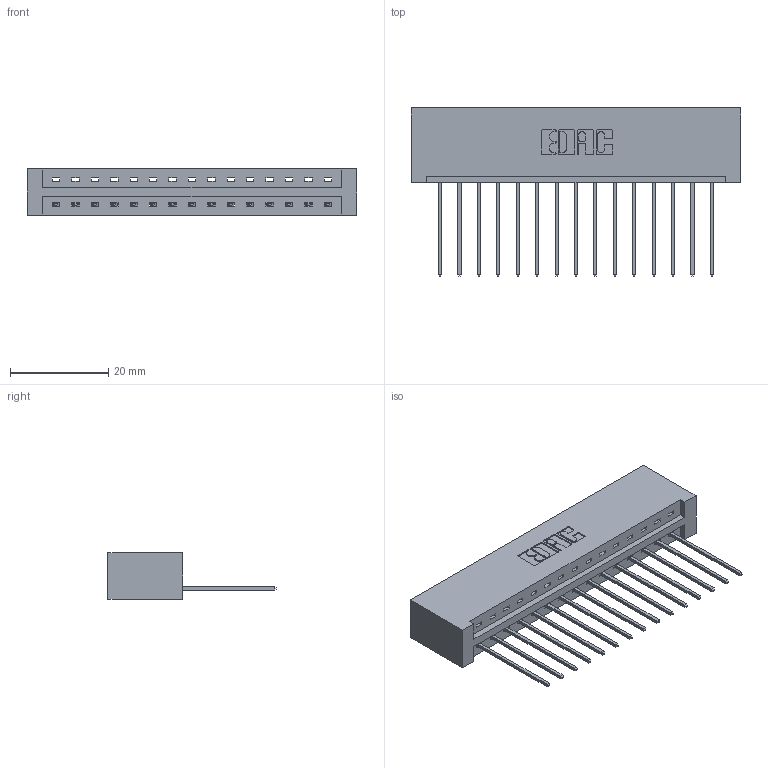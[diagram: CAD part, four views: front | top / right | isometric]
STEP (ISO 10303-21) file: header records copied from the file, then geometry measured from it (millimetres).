
FILE_DESCRIPTION (( 'STEP AP203' ), '1' );
FILE_NAME ('387-015-541-101.STEP', '2019-10-02T16:55:27', ( '' ), ( '' ), 'SwSTEP 2.0', 'SolidWorks 2016', '' );
FILE_SCHEMA (( 'CONFIG_CONTROL_DESIGN' ));
Length unit declared in the file: inch
Products named in the file (3): 337 Part_No Mounting Lugs; 345-292-001_345-293-141; 387-015-541-101
Assembly tree (16 placements, depth 2):
  387-015-541-101
    337 Part_No Mounting Lugs
    345-292-001_345-293-141  x15
Bounding box: 67.31 x 34.3 x 9.4 mm (x, y, z)
Volume: 7446.1 mm3; surface area: 7830.5 mm2
Topology: 16 solids, 16 shells, 1036 faces, 3107 edges, 2050 vertices
Faces by surface type: plane 756, cylinder 280
Entity records: 14383 total; most frequent: CARTESIAN_POINT 2511, ORIENTED_EDGE 2462, DIRECTION 2161, EDGE_CURVE 1231, VECTOR 1111, LINE 1111, VERTEX_POINT 818, AXIS2_PLACEMENT_3D 525
